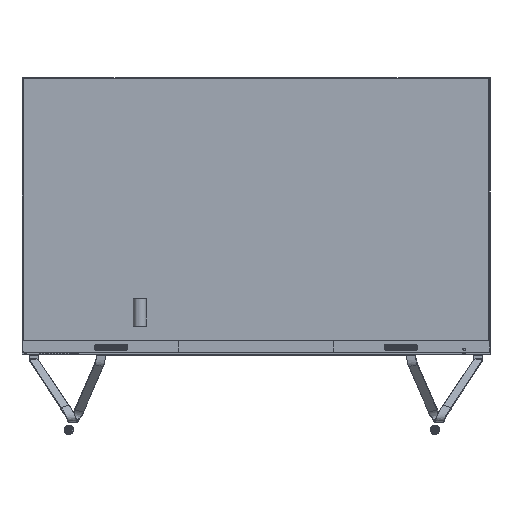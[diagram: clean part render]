
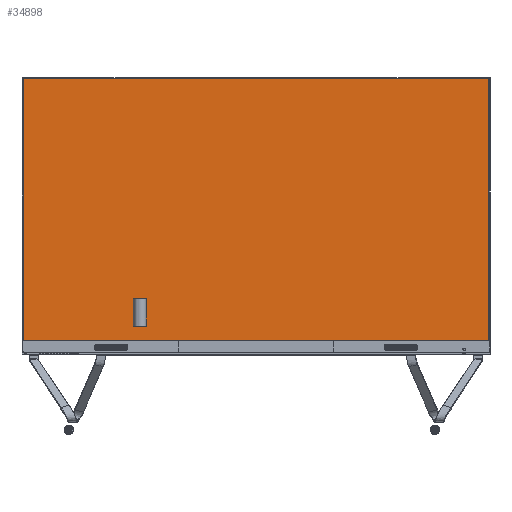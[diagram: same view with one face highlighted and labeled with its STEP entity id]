
A CAD part, front view. The second image highlights one B-rep face of the part: STEP entity #34898.
In plain terms, the highlighted planar face has unit normal (0, -1, 0).
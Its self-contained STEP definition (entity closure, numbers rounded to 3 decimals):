
#34819=DIRECTION('',(0.,0.,-1.));
#34820=VECTOR('',#34819,2025.95);
#34821=CARTESIAN_POINT('',(-900.475,17.729,1915.729));
#34822=LINE('',#34821,#34820);
#34823=DIRECTION('',(-1.,0.,0.));
#34824=VECTOR('',#34823,3600.95);
#34825=CARTESIAN_POINT('',(2700.475,17.729,1915.729));
#34826=LINE('',#34825,#34824);
#34827=DIRECTION('',(0.,0.,1.));
#34828=VECTOR('',#34827,2025.95);
#34829=CARTESIAN_POINT('',(2700.475,17.729,-110.221));
#34830=LINE('',#34829,#34828);
#34831=DIRECTION('',(1.,0.,0.));
#34832=VECTOR('',#34831,3600.95);
#34833=CARTESIAN_POINT('',(-900.475,17.729,-110.221));
#34834=LINE('',#34833,#34832);
#34867=CARTESIAN_POINT('',(-900.475,17.729,1915.729));
#34868=CARTESIAN_POINT('',(-900.475,17.729,-110.221));
#34869=VERTEX_POINT('',#34867);
#34870=VERTEX_POINT('',#34868);
#34871=CARTESIAN_POINT('',(2700.475,17.729,-110.221));
#34872=VERTEX_POINT('',#34871);
#34873=CARTESIAN_POINT('',(2700.475,17.729,1915.729));
#34874=VERTEX_POINT('',#34873);
#34883=CARTESIAN_POINT('',(-300.025,17.729,1925.729));
#34884=DIRECTION('',(0.,-1.,0.));
#34885=DIRECTION('',(1.,0.,0.));
#34886=AXIS2_PLACEMENT_3D('',#34883,#34884,#34885);
#34887=PLANE('',#34886);
#34889=ORIENTED_EDGE('',*,*,#34888,.F.);
#34891=ORIENTED_EDGE('',*,*,#34890,.F.);
#34893=ORIENTED_EDGE('',*,*,#34892,.F.);
#34895=ORIENTED_EDGE('',*,*,#34894,.F.);
#34896=EDGE_LOOP('',(#34889,#34891,#34893,#34895));
#34897=FACE_OUTER_BOUND('',#34896,.F.);
#34888=EDGE_CURVE('',#34869,#34870,#34822,.T.);
#34890=EDGE_CURVE('',#34874,#34869,#34826,.T.);
#34892=EDGE_CURVE('',#34872,#34874,#34830,.T.);
#34894=EDGE_CURVE('',#34870,#34872,#34834,.T.);
#34898=ADVANCED_FACE('',(#34897),#34887,.T.);
